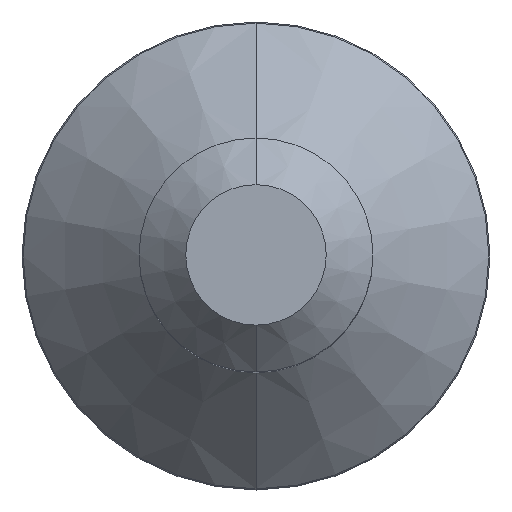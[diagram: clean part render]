
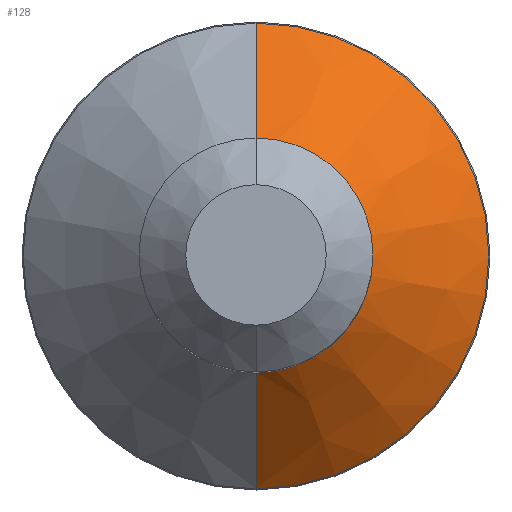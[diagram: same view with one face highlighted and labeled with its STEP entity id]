
A CAD part, top view. The second image highlights one B-rep face of the part: STEP entity #128.
In plain terms, the highlighted conical face has half-angle 45 degrees and reference radius 2.243 mm.
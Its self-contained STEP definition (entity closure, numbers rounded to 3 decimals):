
#47=CONICAL_SURFACE('',#484,2.243,45.);
#55=LINE('',#689,#91);
#56=LINE('',#691,#92);
#91=VECTOR('',#554,1.);
#92=VECTOR('',#555,1.);
#128=ADVANCED_FACE('',(#170),#47,.T.);
#170=FACE_OUTER_BOUND('',#197,.T.);
#197=EDGE_LOOP('',(#239,#240,#241,#242));
#239=ORIENTED_EDGE('',*,*,#380,.F.);
#240=ORIENTED_EDGE('',*,*,#379,.T.);
#241=ORIENTED_EDGE('',*,*,#381,.T.);
#242=ORIENTED_EDGE('',*,*,#382,.F.);
#341=VERTEX_POINT('',#682);
#342=VERTEX_POINT('',#683);
#343=VERTEX_POINT('',#690);
#344=VERTEX_POINT('',#692);
#379=EDGE_CURVE('',#341,#342,#433,.T.);
#380=EDGE_CURVE('',#341,#343,#55,.T.);
#381=EDGE_CURVE('',#342,#344,#56,.T.);
#382=EDGE_CURVE('',#343,#344,#434,.T.);
#433=CIRCLE('',#481,1.5);
#434=CIRCLE('',#483,2.985);
#481=AXIS2_PLACEMENT_3D('',#687,#550,#551);
#483=AXIS2_PLACEMENT_3D('',#693,#556,#557);
#484=AXIS2_PLACEMENT_3D('',#694,#558,#559);
#550=DIRECTION('',(0.,0.,-1.));
#551=DIRECTION('',(0.,1.,0.));
#554=DIRECTION('',(0.,0.707,-0.707));
#555=DIRECTION('',(0.,-0.707,-0.707));
#556=DIRECTION('',(0.,0.,-1.));
#557=DIRECTION('',(0.,1.,0.));
#558=DIRECTION('',(0.,0.,-1.));
#559=DIRECTION('',(0.,-1.,0.));
#682=CARTESIAN_POINT('',(0.,1.5,1.7));
#683=CARTESIAN_POINT('',(0.,-1.5,1.7));
#687=CARTESIAN_POINT('',(0.,0.,1.7));
#689=CARTESIAN_POINT('',(0.,1.5,1.7));
#690=CARTESIAN_POINT('',(0.,2.985,0.215));
#691=CARTESIAN_POINT('',(0.,-1.5,1.7));
#692=CARTESIAN_POINT('',(0.,-2.985,0.215));
#693=CARTESIAN_POINT('',(0.,0.,0.215));
#694=CARTESIAN_POINT('',(0.,0.,0.957));
